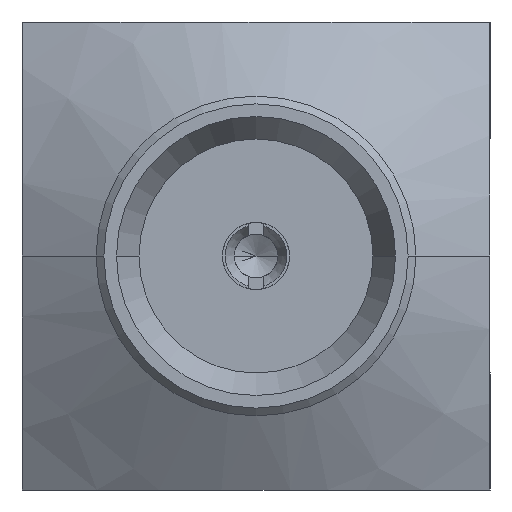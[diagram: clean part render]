
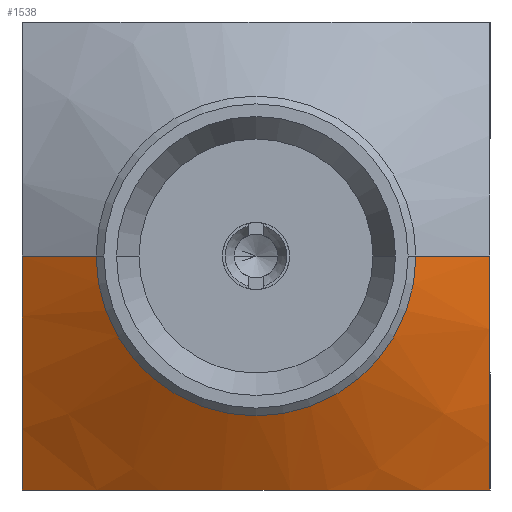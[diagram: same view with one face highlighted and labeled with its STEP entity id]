
A CAD part, left-side view. The second image highlights one B-rep face of the part: STEP entity #1538.
In plain terms, the highlighted conical face has half-angle 60 degrees and reference radius 3.146 mm.
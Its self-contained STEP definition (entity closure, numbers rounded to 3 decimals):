
#332=CARTESIAN_POINT('',(6.4,0.,0.));
#333=DIRECTION('',(-1.,0.,0.));
#334=DIRECTION('',(0.,1.,0.));
#335=AXIS2_PLACEMENT_3D('',#332,#333,#334);
#337=CARTESIAN_POINT('',(7.666,3.,-3.));
#338=CARTESIAN_POINT('',(7.618,3.,-2.882));
#339=CARTESIAN_POINT('',(7.527,3.,-2.654));
#340=CARTESIAN_POINT('',(7.413,3.,-2.343));
#341=CARTESIAN_POINT('',(7.314,3.,-2.054));
#342=CARTESIAN_POINT('',(7.229,3.,-1.78));
#343=CARTESIAN_POINT('',(7.156,3.,-1.516));
#344=CARTESIAN_POINT('',(7.093,3.,-1.259));
#345=CARTESIAN_POINT('',(7.042,3.,-1.006));
#346=CARTESIAN_POINT('',(7.001,3.,-0.755));
#347=CARTESIAN_POINT('',(6.971,3.,-0.504));
#348=CARTESIAN_POINT('',(6.953,3.,-0.252));
#349=CARTESIAN_POINT('',(6.948,3.,-0.084));
#350=CARTESIAN_POINT('',(6.948,3.,0.));
#352=DIRECTION('',(-0.5,-0.866,0.));
#353=VECTOR('',#352,1.097);
#354=CARTESIAN_POINT('',(6.948,3.,0.));
#355=LINE('',#354,#353);
#356=DIRECTION('',(-0.5,0.866,0.));
#357=VECTOR('',#356,1.097);
#358=CARTESIAN_POINT('',(6.948,-3.,0.));
#359=LINE('',#358,#357);
#360=CARTESIAN_POINT('',(6.948,-3.,0.));
#361=CARTESIAN_POINT('',(6.948,-3.,-0.086));
#362=CARTESIAN_POINT('',(6.953,-3.,-0.257));
#363=CARTESIAN_POINT('',(6.972,-3.,-0.512));
#364=CARTESIAN_POINT('',(7.002,-3.,-0.767));
#365=CARTESIAN_POINT('',(7.044,-3.,-1.022));
#366=CARTESIAN_POINT('',(7.097,-3.,-1.276));
#367=CARTESIAN_POINT('',(7.16,-3.,-1.534));
#368=CARTESIAN_POINT('',(7.234,-3.,-1.798));
#369=CARTESIAN_POINT('',(7.32,-3.,-2.07));
#370=CARTESIAN_POINT('',(7.418,-3.,-2.357));
#371=CARTESIAN_POINT('',(7.531,-3.,-2.662));
#372=CARTESIAN_POINT('',(7.619,-3.,-2.885));
#373=CARTESIAN_POINT('',(7.666,-3.,-3.));
#375=CARTESIAN_POINT('',(7.666,-3.,-3.));
#376=CARTESIAN_POINT('',(7.613,-2.871,-3.));
#377=CARTESIAN_POINT('',(7.516,-2.626,-3.));
#378=CARTESIAN_POINT('',(7.395,-2.295,-3.));
#379=CARTESIAN_POINT('',(7.293,-1.99,-3.));
#380=CARTESIAN_POINT('',(7.207,-1.703,-3.));
#381=CARTESIAN_POINT('',(7.133,-1.429,-3.));
#382=CARTESIAN_POINT('',(7.072,-1.164,-3.));
#383=CARTESIAN_POINT('',(7.023,-0.903,-3.));
#384=CARTESIAN_POINT('',(6.986,-0.644,-3.));
#385=CARTESIAN_POINT('',(6.961,-0.387,-3.));
#386=CARTESIAN_POINT('',(6.948,-0.129,-3.));
#387=CARTESIAN_POINT('',(6.948,0.129,-3.));
#388=CARTESIAN_POINT('',(6.961,0.387,-3.));
#389=CARTESIAN_POINT('',(6.986,0.644,-3.));
#390=CARTESIAN_POINT('',(7.023,0.903,-3.));
#391=CARTESIAN_POINT('',(7.072,1.164,-3.));
#392=CARTESIAN_POINT('',(7.133,1.429,-3.));
#393=CARTESIAN_POINT('',(7.207,1.703,-3.));
#394=CARTESIAN_POINT('',(7.293,1.99,-3.));
#395=CARTESIAN_POINT('',(7.395,2.295,-3.));
#396=CARTESIAN_POINT('',(7.516,2.626,-3.));
#397=CARTESIAN_POINT('',(7.613,2.871,-3.));
#398=CARTESIAN_POINT('',(7.666,3.,-3.));
#690=CARTESIAN_POINT('',(6.948,3.,0.));
#743=CARTESIAN_POINT('',(6.948,-3.,0.));
#853=CARTESIAN_POINT('',(6.4,2.05,0.));
#855=VERTEX_POINT('',#853);
#863=CARTESIAN_POINT('',(6.4,-2.05,0.));
#865=VERTEX_POINT('',#863);
#959=CARTESIAN_POINT('',(7.666,-3.,-3.));
#960=VERTEX_POINT('',#959);
#963=CARTESIAN_POINT('',(7.666,3.,-3.));
#964=VERTEX_POINT('',#963);
#965=VERTEX_POINT('',#690);
#967=VERTEX_POINT('',#743);
#1520=CARTESIAN_POINT('',(7.033,0.,0.));
#1521=DIRECTION('',(1.,0.,0.));
#1522=DIRECTION('',(0.,-1.,0.));
#1523=AXIS2_PLACEMENT_3D('',#1520,#1521,#1522);
#1524=CONICAL_SURFACE('',#1523,3.146,60.);
#1526=ORIENTED_EDGE('',*,*,#1525,.T.);
#1528=ORIENTED_EDGE('',*,*,#1527,.T.);
#1529=ORIENTED_EDGE('',*,*,#1515,.T.);
#1531=ORIENTED_EDGE('',*,*,#1530,.F.);
#1533=ORIENTED_EDGE('',*,*,#1532,.T.);
#1535=ORIENTED_EDGE('',*,*,#1534,.T.);
#1536=EDGE_LOOP('',(#1526,#1528,#1529,#1531,#1533,#1535));
#1537=FACE_OUTER_BOUND('',#1536,.F.);
#1538=ADVANCED_FACE('',(#1537),#1524,.T.);
#336=CIRCLE('',#335,2.05);
#351=B_SPLINE_CURVE_WITH_KNOTS('',3,(#337,#338,#339,#340,#341,#342,#343,#344,
#345,#346,#347,#348,#349,#350),.UNSPECIFIED.,.F.,.F.,(4,1,1,1,1,1,1,1,1,1,1,4),(
0.,0.091,0.182,0.273,0.364,
0.455,0.545,0.636,0.727,
0.818,0.909,1.),.UNSPECIFIED.);
#374=B_SPLINE_CURVE_WITH_KNOTS('',3,(#360,#361,#362,#363,#364,#365,#366,#367,
#368,#369,#370,#371,#372,#373),.UNSPECIFIED.,.F.,.F.,(4,1,1,1,1,1,1,1,1,1,1,4),(
0.,0.091,0.182,0.273,0.364,
0.455,0.545,0.636,0.727,
0.818,0.909,1.),.UNSPECIFIED.);
#399=B_SPLINE_CURVE_WITH_KNOTS('',3,(#375,#376,#377,#378,#379,#380,#381,#382,
#383,#384,#385,#386,#387,#388,#389,#390,#391,#392,#393,#394,#395,#396,#397,
#398),.UNSPECIFIED.,.F.,.F.,(4,1,1,1,1,1,1,1,1,1,1,1,1,1,1,1,1,1,1,1,1,4),(0.,
0.048,0.095,0.143,0.19,
0.238,0.286,0.333,0.381,
0.429,0.476,0.524,0.571,
0.619,0.667,0.714,0.762,
0.81,0.857,0.905,0.952,1.),
.UNSPECIFIED.);
#1515=EDGE_CURVE('',#855,#865,#336,.T.);
#1525=EDGE_CURVE('',#964,#965,#351,.T.);
#1527=EDGE_CURVE('',#965,#855,#355,.T.);
#1530=EDGE_CURVE('',#967,#865,#359,.T.);
#1532=EDGE_CURVE('',#967,#960,#374,.T.);
#1534=EDGE_CURVE('',#960,#964,#399,.T.);
